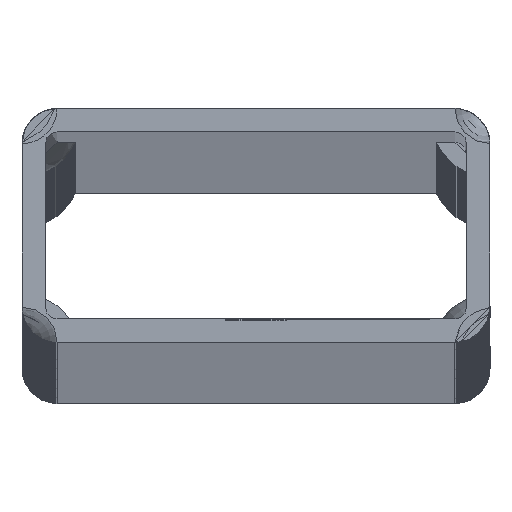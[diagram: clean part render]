
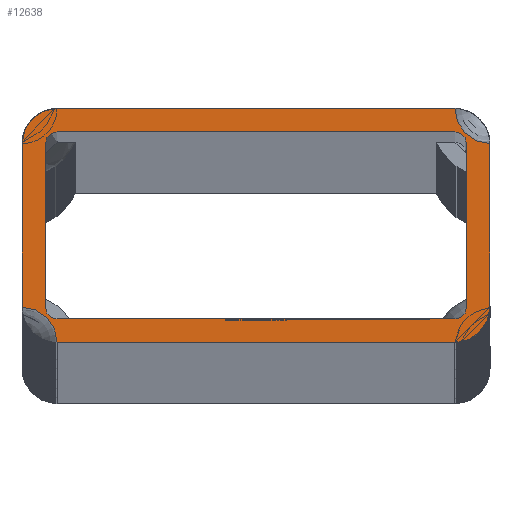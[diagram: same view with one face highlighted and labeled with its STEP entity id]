
A CAD part, top view. The second image highlights one B-rep face of the part: STEP entity #12638.
In plain terms, the highlighted planar face has unit normal (0, 0, 1).
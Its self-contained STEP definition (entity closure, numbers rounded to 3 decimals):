
#1154 = DIRECTION ( 'NONE',  ( 0., 0., 1. ) ) ;
#2526 = CARTESIAN_POINT ( 'NONE',  ( -20., -10., 0. ) ) ;
#2734 = CARTESIAN_POINT ( 'NONE',  ( -17., -7., 0. ) ) ;
#3194 = DIRECTION ( 'NONE',  ( 0., 0., 1. ) ) ;
#5092 = ORIENTED_EDGE ( 'NONE', *, *, #30574, .T. ) ;
#7270 = CARTESIAN_POINT ( 'NONE',  ( 17., 7., 0. ) ) ;
#8260 = EDGE_CURVE ( 'NONE', #112859, #135076, #102847, .T. ) ;
#8788 = CARTESIAN_POINT ( 'NONE',  ( 18., 7., 0. ) ) ;
#8801 = ORIENTED_EDGE ( 'NONE', *, *, #71980, .T. ) ;
#8811 = AXIS2_PLACEMENT_3D ( 'NONE', #65231, #34307, #54021 ) ;
#8891 = DIRECTION ( 'NONE',  ( 0., 0., 1. ) ) ;
#10749 = VECTOR ( 'NONE', #51274, 1000. ) ;
#10975 = EDGE_CURVE ( 'NONE', #18572, #98896, #70775, .T. ) ;
#11132 = CARTESIAN_POINT ( 'NONE',  ( 0., 0., 0. ) ) ;
#12072 = ORIENTED_EDGE ( 'NONE', *, *, #133547, .F. ) ;
#12105 = ORIENTED_EDGE ( 'NONE', *, *, #34525, .F. ) ;
#12496 = DIRECTION ( 'NONE',  ( 0., 0., 1. ) ) ;
#12638 = ADVANCED_FACE ( 'NONE', ( #45565, #20384 ), #76226, .T. ) ;
#12776 = DIRECTION ( 'NONE',  ( 1., 0., 0. ) ) ;
#15783 = EDGE_CURVE ( 'NONE', #118802, #101292, #52801, .T. ) ;
#16844 = ORIENTED_EDGE ( 'NONE', *, *, #18608, .F. ) ;
#17568 = AXIS2_PLACEMENT_3D ( 'NONE', #7270, #81237, #60604 ) ;
#18140 = CIRCLE ( 'NONE', #95272, 1. ) ;
#18257 = AXIS2_PLACEMENT_3D ( 'NONE', #11132, #12496, #129325 ) ;
#18572 = VERTEX_POINT ( 'NONE', #81353 ) ;
#18608 = EDGE_CURVE ( 'NONE', #114455, #45703, #24923, .T. ) ;
#20384 = FACE_OUTER_BOUND ( 'NONE', #110221, .T. ) ;
#20518 = DIRECTION ( 'NONE',  ( 1., 0., 0. ) ) ;
#24679 = EDGE_LOOP ( 'NONE', ( #12105, #12072, #16844, #139157, #50241, #28553, #33083, #43808 ) ) ;
#24923 = LINE ( 'NONE', #124128, #112166 ) ;
#25044 = VERTEX_POINT ( 'NONE', #104198 ) ;
#26150 = LINE ( 'NONE', #127198, #120142 ) ;
#28264 = VERTEX_POINT ( 'NONE', #34710 ) ;
#28405 = VECTOR ( 'NONE', #75099, 1000. ) ;
#28553 = ORIENTED_EDGE ( 'NONE', *, *, #82902, .F. ) ;
#30574 = EDGE_CURVE ( 'NONE', #28264, #73636, #73994, .T. ) ;
#32370 = VECTOR ( 'NONE', #71954, 1000. ) ;
#33083 = ORIENTED_EDGE ( 'NONE', *, *, #84590, .F. ) ;
#33145 = LINE ( 'NONE', #82785, #68330 ) ;
#34307 = DIRECTION ( 'NONE',  ( 0., 0., 1. ) ) ;
#34521 = CIRCLE ( 'NONE', #65850, 3. ) ;
#34525 = EDGE_CURVE ( 'NONE', #110219, #113017, #114038, .T. ) ;
#34710 = CARTESIAN_POINT ( 'NONE',  ( -20., 7., 0. ) ) ;
#34720 = DIRECTION ( 'NONE',  ( 0., 1., 0. ) ) ;
#35836 = CARTESIAN_POINT ( 'NONE',  ( -20., -7., 0. ) ) ;
#38439 = DIRECTION ( 'NONE',  ( 1., 0., 0. ) ) ;
#39666 = CARTESIAN_POINT ( 'NONE',  ( -20., -10., 0. ) ) ;
#39672 = CARTESIAN_POINT ( 'NONE',  ( 17., 8., 0. ) ) ;
#40488 = CARTESIAN_POINT ( 'NONE',  ( 0., 8., 0. ) ) ;
#41065 = EDGE_CURVE ( 'NONE', #113017, #25044, #91636, .T. ) ;
#43808 = ORIENTED_EDGE ( 'NONE', *, *, #41065, .F. ) ;
#44182 = DIRECTION ( 'NONE',  ( 1., 0., 0. ) ) ;
#45565 = FACE_BOUND ( 'NONE', #24679, .T. ) ;
#45703 = VERTEX_POINT ( 'NONE', #59583 ) ;
#46255 = DIRECTION ( 'NONE',  ( -1., 0., 0. ) ) ;
#50241 = ORIENTED_EDGE ( 'NONE', *, *, #15783, .F. ) ;
#50327 = ORIENTED_EDGE ( 'NONE', *, *, #57497, .T. ) ;
#51274 = DIRECTION ( 'NONE',  ( -1., 0., 0. ) ) ;
#51413 = CARTESIAN_POINT ( 'NONE',  ( -17., -8., 0. ) ) ;
#52801 = LINE ( 'NONE', #40488, #10749 ) ;
#53171 = CARTESIAN_POINT ( 'NONE',  ( 17., -10., 0. ) ) ;
#54021 = DIRECTION ( 'NONE',  ( 1., 0., 0. ) ) ;
#55321 = CARTESIAN_POINT ( 'NONE',  ( 20., 7., 0. ) ) ;
#55820 = CARTESIAN_POINT ( 'NONE',  ( -17., 7., 0. ) ) ;
#55823 = CIRCLE ( 'NONE', #73420, 3. ) ;
#57497 = EDGE_CURVE ( 'NONE', #18572, #86595, #26150, .T. ) ;
#57681 = EDGE_CURVE ( 'NONE', #80853, #98896, #59584, .T. ) ;
#59583 = CARTESIAN_POINT ( 'NONE',  ( -18., -7., 0. ) ) ;
#59584 = LINE ( 'NONE', #119660, #113361 ) ;
#60604 = DIRECTION ( 'NONE',  ( 1., 0., 0. ) ) ;
#62863 = ORIENTED_EDGE ( 'NONE', *, *, #86288, .F. ) ;
#65231 = CARTESIAN_POINT ( 'NONE',  ( -17., 7., 0. ) ) ;
#65850 = AXIS2_PLACEMENT_3D ( 'NONE', #55820, #108438, #12776 ) ;
#66505 = CARTESIAN_POINT ( 'NONE',  ( -18., 7., 0. ) ) ;
#68330 = VECTOR ( 'NONE', #116139, 1000. ) ;
#70775 = CIRCLE ( 'NONE', #76623, 3. ) ;
#71954 = DIRECTION ( 'NONE',  ( 1., 0., 0. ) ) ;
#71980 = EDGE_CURVE ( 'NONE', #86595, #28264, #34521, .T. ) ;
#73420 = AXIS2_PLACEMENT_3D ( 'NONE', #81043, #102686, #38439 ) ;
#73485 = CARTESIAN_POINT ( 'NONE',  ( 17., -7., 0. ) ) ;
#73518 = ORIENTED_EDGE ( 'NONE', *, *, #127375, .T. ) ;
#73636 = VERTEX_POINT ( 'NONE', #35836 ) ;
#73994 = LINE ( 'NONE', #112719, #136226 ) ;
#75099 = DIRECTION ( 'NONE',  ( 1., 0., 0. ) ) ;
#75610 = DIRECTION ( 'NONE',  ( 1., 0., 0. ) ) ;
#76134 = AXIS2_PLACEMENT_3D ( 'NONE', #2526, #108474, #44182 ) ;
#76226 = PLANE ( 'NONE',  #18257 ) ;
#76373 = CARTESIAN_POINT ( 'NONE',  ( -17., 8., 0. ) ) ;
#76623 = AXIS2_PLACEMENT_3D ( 'NONE', #84995, #1154, #75610 ) ;
#80853 = VERTEX_POINT ( 'NONE', #119135 ) ;
#81043 = CARTESIAN_POINT ( 'NONE',  ( 17., -7., 0. ) ) ;
#81237 = DIRECTION ( 'NONE',  ( 0., 0., 1. ) ) ;
#81353 = CARTESIAN_POINT ( 'NONE',  ( 17., 10., 0. ) ) ;
#82611 = CARTESIAN_POINT ( 'NONE',  ( 0., -8., 0. ) ) ;
#82785 = CARTESIAN_POINT ( 'NONE',  ( 18., 0., 0. ) ) ;
#82902 = EDGE_CURVE ( 'NONE', #102943, #118802, #134085, .T. ) ;
#84590 = EDGE_CURVE ( 'NONE', #25044, #102943, #33145, .T. ) ;
#84995 = CARTESIAN_POINT ( 'NONE',  ( 20., 10., 0. ) ) ;
#85910 = ORIENTED_EDGE ( 'NONE', *, *, #8260, .T. ) ;
#86288 = EDGE_CURVE ( 'NONE', #112859, #73636, #88326, .T. ) ;
#86595 = VERTEX_POINT ( 'NONE', #103621 ) ;
#87262 = ORIENTED_EDGE ( 'NONE', *, *, #57681, .T. ) ;
#88326 = CIRCLE ( 'NONE', #76134, 3. ) ;
#90400 = EDGE_CURVE ( 'NONE', #101292, #114455, #106529, .T. ) ;
#91636 = CIRCLE ( 'NONE', #112384, 1. ) ;
#95272 = AXIS2_PLACEMENT_3D ( 'NONE', #2734, #3194, #46255 ) ;
#98896 = VERTEX_POINT ( 'NONE', #55321 ) ;
#101259 = ORIENTED_EDGE ( 'NONE', *, *, #10975, .F. ) ;
#101292 = VERTEX_POINT ( 'NONE', #76373 ) ;
#102686 = DIRECTION ( 'NONE',  ( 0., 0., 1. ) ) ;
#102810 = DIRECTION ( 'NONE',  ( 0., -1., 0. ) ) ;
#102847 = LINE ( 'NONE', #39666, #32370 ) ;
#102943 = VERTEX_POINT ( 'NONE', #8788 ) ;
#103621 = CARTESIAN_POINT ( 'NONE',  ( -17., 10., 0. ) ) ;
#104198 = CARTESIAN_POINT ( 'NONE',  ( 18., -7., 0. ) ) ;
#105362 = CARTESIAN_POINT ( 'NONE',  ( 17., -8., 0. ) ) ;
#106529 = CIRCLE ( 'NONE', #8811, 1. ) ;
#108438 = DIRECTION ( 'NONE',  ( 0., 0., 1. ) ) ;
#108474 = DIRECTION ( 'NONE',  ( 0., 0., 1. ) ) ;
#110219 = VERTEX_POINT ( 'NONE', #51413 ) ;
#110221 = EDGE_LOOP ( 'NONE', ( #62863, #85910, #73518, #87262, #101259, #50327, #8801, #5092 ) ) ;
#112166 = VECTOR ( 'NONE', #124574, 1000. ) ;
#112384 = AXIS2_PLACEMENT_3D ( 'NONE', #73485, #8891, #20518 ) ;
#112719 = CARTESIAN_POINT ( 'NONE',  ( -20., 10., 0. ) ) ;
#112859 = VERTEX_POINT ( 'NONE', #115254 ) ;
#113017 = VERTEX_POINT ( 'NONE', #105362 ) ;
#113361 = VECTOR ( 'NONE', #34720, 1000. ) ;
#114038 = LINE ( 'NONE', #82611, #28405 ) ;
#114455 = VERTEX_POINT ( 'NONE', #66505 ) ;
#115254 = CARTESIAN_POINT ( 'NONE',  ( -17., -10., 0. ) ) ;
#116139 = DIRECTION ( 'NONE',  ( 0., 1., 0. ) ) ;
#118802 = VERTEX_POINT ( 'NONE', #39672 ) ;
#119135 = CARTESIAN_POINT ( 'NONE',  ( 20., -7., 0. ) ) ;
#119660 = CARTESIAN_POINT ( 'NONE',  ( 20., 10., 0. ) ) ;
#120142 = VECTOR ( 'NONE', #138442, 1000. ) ;
#124128 = CARTESIAN_POINT ( 'NONE',  ( -18., 0., 0. ) ) ;
#124574 = DIRECTION ( 'NONE',  ( 0., -1., 0. ) ) ;
#127198 = CARTESIAN_POINT ( 'NONE',  ( -20., 10., 0. ) ) ;
#127375 = EDGE_CURVE ( 'NONE', #135076, #80853, #55823, .T. ) ;
#129325 = DIRECTION ( 'NONE',  ( 1., 0., 0. ) ) ;
#133547 = EDGE_CURVE ( 'NONE', #45703, #110219, #18140, .T. ) ;
#134085 = CIRCLE ( 'NONE', #17568, 1. ) ;
#135076 = VERTEX_POINT ( 'NONE', #53171 ) ;
#136226 = VECTOR ( 'NONE', #102810, 1000. ) ;
#138442 = DIRECTION ( 'NONE',  ( -1., 0., 0. ) ) ;
#139157 = ORIENTED_EDGE ( 'NONE', *, *, #90400, .F. ) ;
